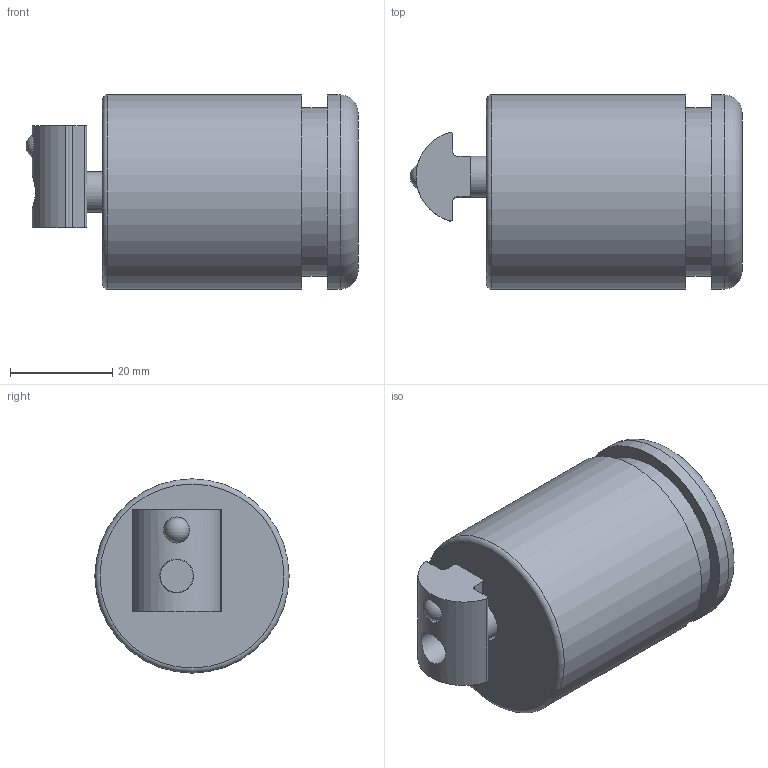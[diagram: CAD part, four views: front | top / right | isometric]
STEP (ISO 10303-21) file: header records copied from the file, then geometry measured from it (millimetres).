
FILE_DESCRIPTION((''),'2;1');
FILE_NAME('SZ8042S.stp','2009-08-24T14:33:22',('teddy iii'),(''),'Autodesk Inventor 11','Autodesk Inventor 11','');
FILE_SCHEMA(('AUTOMOTIVE_DESIGN { 1 0 10303 214 1 1 1 1 }'));
Length unit declared in the file: millimetre
Products named in the file (7): SZ8042S; ME7702005; DIN 912  (Regelgewinde) - ersetzt durch DIN EN ISO 4762 M8 x 45; SV2002V; MK5100000; MK2402100; ME1630104
Assembly tree (6 placements, depth 3):
  SZ8042S
    ME7702005
    DIN 912  (Regelgewinde) - ersetzt durch DIN EN ISO 4762 M8 x 45
    SV2002V
      MK5100000
      MK2402100
      ME1630104
Bounding box: 64.96 x 38 x 38 mm (x, y, z)
Volume: 55522 mm3; surface area: 13410.5 mm2
Topology: 5 solids, 5 shells, 47 faces, 103 edges, 68 vertices
Faces by surface type: plane 22, cylinder 14, bspline 4, torus 3, cone 3, sphere 1
Full cylindrical faces by diameter (mm): 5.1 x1, 6.647 x1, 8 x1, 13 x1, 33 x1, 38 x2
Entity records: 2992 total; most frequent: CARTESIAN_POINT 1856, DIRECTION 220, ORIENTED_EDGE 162, AXIS2_PLACEMENT_3D 93, EDGE_CURVE 81, EDGE_LOOP 70, VERTEX_POINT 63, FACE_OUTER_BOUND 47
